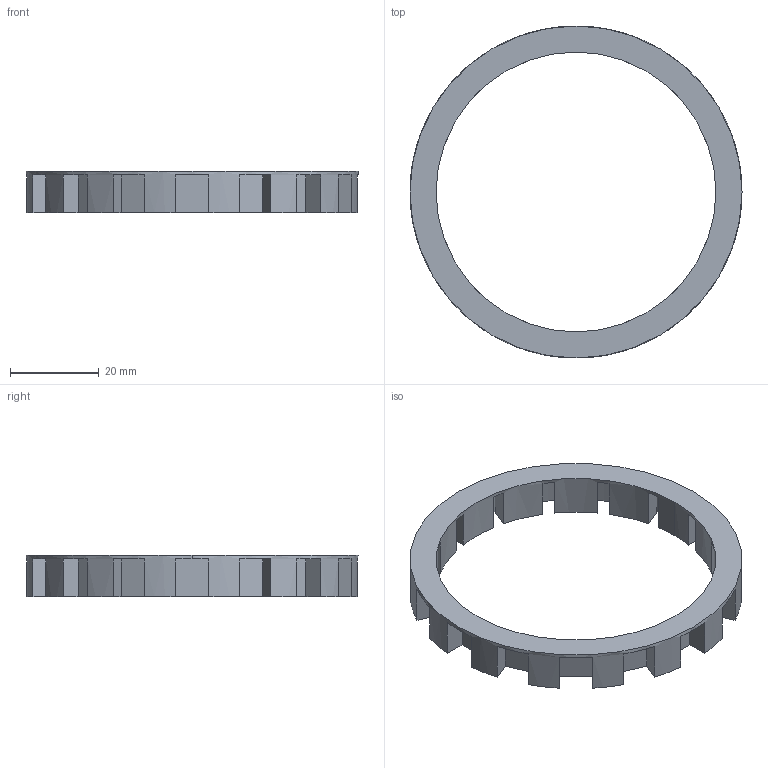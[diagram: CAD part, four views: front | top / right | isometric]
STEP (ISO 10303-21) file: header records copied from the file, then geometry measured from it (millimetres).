
FILE_DESCRIPTION (( 'STEP AP214' ), '1' );
FILE_NAME ('Caps.STEP', '2015-06-12T21:58:24', ( 'Utilisateur Windows' ), ( '' ), 'SwSTEP 2.0', 'SolidWorks 2013', '' );
FILE_SCHEMA (( 'AUTOMOTIVE_DESIGN' ));
Length unit declared in the file: millimetre
Products named in the file (1): Caps
Bounding box: 74.99 x 74.99 x 9.3 mm (x, y, z)
Volume: 4419.8 mm3; surface area: 9483.6 mm2
Topology: 1 solids, 1 shells, 134 faces, 396 edges, 264 vertices
Faces by surface type: plane 114, cylinder 20
Entity records: 4522 total; most frequent: CARTESIAN_POINT 795, ORIENTED_EDGE 792, DIRECTION 770, EDGE_CURVE 396, VECTOR 292, LINE 292, VERTEX_POINT 264, AXIS2_PLACEMENT_3D 239
